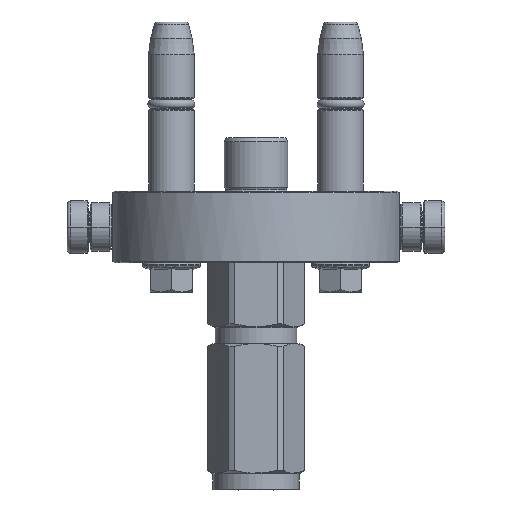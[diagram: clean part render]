
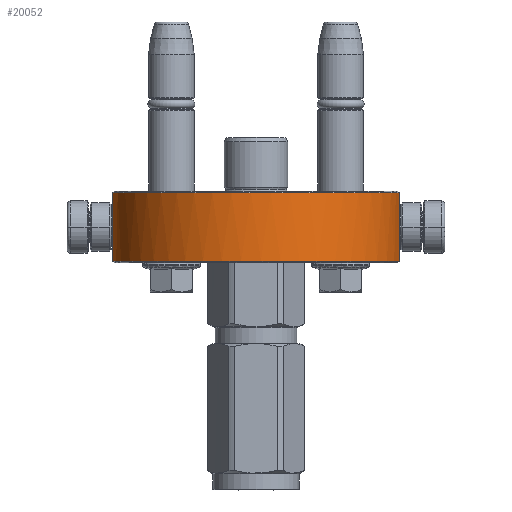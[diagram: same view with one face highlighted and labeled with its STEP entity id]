
A CAD part, left-side view. The second image highlights one B-rep face of the part: STEP entity #20052.
In plain terms, the highlighted cylindrical face has radius 44.75 mm (diameter 89.5 mm), a partial arc.
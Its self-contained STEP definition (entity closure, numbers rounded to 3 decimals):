
#381 = CARTESIAN_POINT ( 'NONE',  ( -20.399, -39.914, -0.5 ) ) ;
#1342 = CARTESIAN_POINT ( 'NONE',  ( -8.159, -44., -0.5 ) ) ;
#2434 = CARTESIAN_POINT ( 'NONE',  ( -26.98, 35.795, -21.5 ) ) ;
#3182 = CARTESIAN_POINT ( 'NONE',  ( -8.159, -44., -0.5 ) ) ;
#3400 = CARTESIAN_POINT ( 'NONE',  ( -44.75, -2.587, -21.5 ) ) ;
#3550 = CARTESIAN_POINT ( 'NONE',  ( -37.542, -24.492, -21.5 ) ) ;
#3551 = CARTESIAN_POINT ( 'NONE',  ( -40.114, 20.002, -0.5 ) ) ;
#3704 = CARTESIAN_POINT ( 'NONE',  ( -42.964, -12.78, -21.5 ) ) ;
#3877 = ORIENTED_EDGE ( 'NONE', *, *, #38001, .F. ) ;
#4038 = CARTESIAN_POINT ( 'NONE',  ( -8.159, -44., -0.5 ) ) ;
#4655 = CARTESIAN_POINT ( 'NONE',  ( -24.862, -37.298, -0.5 ) ) ;
#5259 = EDGE_CURVE ( 'NONE', #27791, #19398, #32810, .T. ) ;
#6777 = CARTESIAN_POINT ( 'NONE',  ( -24.862, 37.298, -21.5 ) ) ;
#6930 = CARTESIAN_POINT ( 'NONE',  ( -24.862, -37.298, -21.5 ) ) ;
#7088 = CARTESIAN_POINT ( 'NONE',  ( -26.98, 35.795, -0.5 ) ) ;
#7246 = CARTESIAN_POINT ( 'NONE',  ( -44.525, 5.174, -0.5 ) ) ;
#7732 = CARTESIAN_POINT ( 'NONE',  ( -26.98, -35.795, -0.5 ) ) ;
#8332 = CARTESIAN_POINT ( 'NONE',  ( -42.964, -12.78, -0.5 ) ) ;
#10582 = CARTESIAN_POINT ( 'NONE',  ( -36.061, -26.624, -21.5 ) ) ;
#10593 = CARTESIAN_POINT ( 'NONE',  ( -8.159, 44., -0.5 ) ) ;
#10896 = CARTESIAN_POINT ( 'NONE',  ( -18.053, 41.028, -0.5 ) ) ;
#11063 = CARTESIAN_POINT ( 'NONE',  ( -37.542, 24.492, -21.5 ) ) ;
#11682 = CARTESIAN_POINT ( 'NONE',  ( -43.632, -10.27, -0.5 ) ) ;
#11812 = CARTESIAN_POINT ( 'NONE',  ( -8.159, 44., -21.5 ) ) ;
#11834 = CARTESIAN_POINT ( 'NONE',  ( -30.926, -32.448, -0.5 ) ) ;
#13847 = VECTOR ( 'NONE', #40770, 1000. ) ;
#14251 = CARTESIAN_POINT ( 'NONE',  ( -41.205, -17.646, -21.5 ) ) ;
#14563 = CARTESIAN_POINT ( 'NONE',  ( -44.75, 2.587, -0.5 ) ) ;
#14715 = CARTESIAN_POINT ( 'NONE',  ( -40.114, -20.002, -21.5 ) ) ;
#14875 = CARTESIAN_POINT ( 'NONE',  ( -36.061, -26.624, -0.5 ) ) ;
#17122 = CYLINDRICAL_SURFACE ( 'NONE', #40256, 44.75 ) ;
#17557 = ORIENTED_EDGE ( 'NONE', *, *, #5259, .F. ) ;
#18067 = CARTESIAN_POINT ( 'NONE',  ( -20.399, -39.914, -21.5 ) ) ;
#18068 = CARTESIAN_POINT ( 'NONE',  ( -36.061, 26.624, -0.5 ) ) ;
#18388 = CARTESIAN_POINT ( 'NONE',  ( -26.98, -35.795, -21.5 ) ) ;
#18696 = CARTESIAN_POINT ( 'NONE',  ( -41.205, -17.646, -0.5 ) ) ;
#19156 = CARTESIAN_POINT ( 'NONE',  ( -10.702, -43.528, -0.5 ) ) ;
#19398 = VERTEX_POINT ( 'NONE', #11812 ) ;
#20052 = ADVANCED_FACE ( 'NONE', ( #34176 ), #17122, .T. ) ;
#21401 = CARTESIAN_POINT ( 'NONE',  ( -18.053, 41.028, -21.5 ) ) ;
#21722 = CARTESIAN_POINT ( 'NONE',  ( -42.964, 12.78, -21.5 ) ) ;
#21723 = CARTESIAN_POINT ( 'NONE',  ( -42.964, 12.78, -0.5 ) ) ;
#21890 = CARTESIAN_POINT ( 'NONE',  ( -30.926, -32.448, -21.5 ) ) ;
#22050 = CARTESIAN_POINT ( 'NONE',  ( -10.702, 43.528, -0.5 ) ) ;
#22151 = VECTOR ( 'NONE', #44833, 1000. ) ;
#22205 = CARTESIAN_POINT ( 'NONE',  ( -37.542, -24.492, -0.5 ) ) ;
#23098 = VERTEX_POINT ( 'NONE', #3182 ) ;
#23543 = LINE ( 'NONE', #26070, #13847 ) ;
#24268 = CARTESIAN_POINT ( 'NONE',  ( -36.061, 26.624, -21.5 ) ) ;
#24308 = EDGE_CURVE ( 'NONE', #45456, #19398, #23543, .T. ) ;
#24956 = LINE ( 'NONE', #1342, #22151 ) ;
#25062 = CARTESIAN_POINT ( 'NONE',  ( -10.702, 43.528, -21.5 ) ) ;
#25210 = CARTESIAN_POINT ( 'NONE',  ( -8.159, -44., -21.5 ) ) ;
#25211 = CARTESIAN_POINT ( 'NONE',  ( -24.862, 37.298, -0.5 ) ) ;
#25368 = CARTESIAN_POINT ( 'NONE',  ( -10.702, -43.528, -21.5 ) ) ;
#25369 = CARTESIAN_POINT ( 'NONE',  ( -30.926, 32.448, -0.5 ) ) ;
#25530 = CARTESIAN_POINT ( 'NONE',  ( -43.632, -10.27, -21.5 ) ) ;
#25841 = CARTESIAN_POINT ( 'NONE',  ( -13.205, -42.836, -0.5 ) ) ;
#26070 = CARTESIAN_POINT ( 'NONE',  ( -8.159, 44., -0.5 ) ) ;
#26291 = CARTESIAN_POINT ( 'NONE',  ( -40.114, -20.002, -0.5 ) ) ;
#27219 = EDGE_LOOP ( 'NONE', ( #27832, #17557, #3877, #36504 ) ) ;
#27613 = DIRECTION ( 'NONE',  ( 0., 0., -1. ) ) ;
#27791 = VERTEX_POINT ( 'NONE', #46741 ) ;
#27832 = ORIENTED_EDGE ( 'NONE', *, *, #24308, .T. ) ;
#28679 = CARTESIAN_POINT ( 'NONE',  ( -13.205, -42.836, -21.5 ) ) ;
#28687 = B_SPLINE_CURVE_WITH_KNOTS ( 'NONE', 3,
 ( #28844, #22050, #32665, #10896, #47041, #25211, #7088, #25369, #32504, #18068, #36188, #3551, #39899, #21723, #47202, #7246, #14563, #33463, #44631, #11682, #8332, #18696, #26291, #22205, #14875, #44476, #11834, #7732, #4655, #381, #30101, #25841, #19156, #4038 ),
 .UNSPECIFIED., .F., .F.,
 ( 4, 2, 2, 2, 2, 2, 2, 2, 2, 2, 2, 2, 2, 2, 2, 2, 4 ),
 ( 0., 0.063, 0.125, 0.188, 0.25, 0.313, 0.375, 0.438, 0.5, 0.563, 0.625, 0.688, 0.75, 0.813, 0.875, 0.938, 1. ),
 .UNSPECIFIED. ) ;
#28843 = CARTESIAN_POINT ( 'NONE',  ( -18.053, -41.028, -21.5 ) ) ;
#28844 = CARTESIAN_POINT ( 'NONE',  ( -8.159, 44., -0.5 ) ) ;
#29005 = CARTESIAN_POINT ( 'NONE',  ( -41.205, 17.646, -21.5 ) ) ;
#29159 = CARTESIAN_POINT ( 'NONE',  ( -40.114, 20.002, -21.5 ) ) ;
#30101 = CARTESIAN_POINT ( 'NONE',  ( -18.053, -41.028, -0.5 ) ) ;
#31135 = CARTESIAN_POINT ( 'NONE',  ( 0., 0., 0. ) ) ;
#32503 = CARTESIAN_POINT ( 'NONE',  ( -44.525, 5.174, -21.5 ) ) ;
#32504 = CARTESIAN_POINT ( 'NONE',  ( -32.753, 30.603, -0.5 ) ) ;
#32665 = CARTESIAN_POINT ( 'NONE',  ( -13.205, 42.836, -0.5 ) ) ;
#32810 = B_SPLINE_CURVE_WITH_KNOTS ( 'NONE', 3,
 ( #25210, #25368, #28679, #28843, #18067, #6930, #18388, #21890, #39575, #10582, #3550, #14715, #14251, #3704, #25530, #39898, #3400, #39729, #32503, #43682, #21722, #29005, #29159, #11063, #24268, #36509, #40216, #2434, #6777, #43223, #21401, #46885, #25062, #40686 ),
 .UNSPECIFIED., .F., .F.,
 ( 4, 2, 2, 2, 2, 2, 2, 2, 2, 2, 2, 2, 2, 2, 2, 2, 4 ),
 ( 0., 0.062, 0.125, 0.187, 0.25, 0.312, 0.375, 0.437, 0.5, 0.562, 0.625, 0.687, 0.75, 0.812, 0.875, 0.937, 1. ),
 .UNSPECIFIED. ) ;
#33463 = CARTESIAN_POINT ( 'NONE',  ( -44.75, -2.587, -0.5 ) ) ;
#34176 = FACE_OUTER_BOUND ( 'NONE', #27219, .T. ) ;
#36188 = CARTESIAN_POINT ( 'NONE',  ( -37.542, 24.492, -0.5 ) ) ;
#36504 = ORIENTED_EDGE ( 'NONE', *, *, #43538, .F. ) ;
#36509 = CARTESIAN_POINT ( 'NONE',  ( -32.753, 30.603, -21.5 ) ) ;
#38001 = EDGE_CURVE ( 'NONE', #23098, #27791, #24956, .T. ) ;
#39575 = CARTESIAN_POINT ( 'NONE',  ( -32.753, -30.603, -21.5 ) ) ;
#39729 = CARTESIAN_POINT ( 'NONE',  ( -44.75, 2.587, -21.5 ) ) ;
#39898 = CARTESIAN_POINT ( 'NONE',  ( -44.525, -5.174, -21.5 ) ) ;
#39899 = CARTESIAN_POINT ( 'NONE',  ( -41.205, 17.646, -0.5 ) ) ;
#40216 = CARTESIAN_POINT ( 'NONE',  ( -30.926, 32.448, -21.5 ) ) ;
#40256 = AXIS2_PLACEMENT_3D ( 'NONE', #31135, #27613, #46131 ) ;
#40686 = CARTESIAN_POINT ( 'NONE',  ( -8.159, 44., -21.5 ) ) ;
#40770 = DIRECTION ( 'NONE',  ( 0., 0., -1. ) ) ;
#43223 = CARTESIAN_POINT ( 'NONE',  ( -20.399, 39.914, -21.5 ) ) ;
#43538 = EDGE_CURVE ( 'NONE', #45456, #23098, #28687, .T. ) ;
#43682 = CARTESIAN_POINT ( 'NONE',  ( -43.632, 10.27, -21.5 ) ) ;
#44476 = CARTESIAN_POINT ( 'NONE',  ( -32.753, -30.603, -0.5 ) ) ;
#44631 = CARTESIAN_POINT ( 'NONE',  ( -44.525, -5.174, -0.5 ) ) ;
#44833 = DIRECTION ( 'NONE',  ( 0., 0., -1. ) ) ;
#45456 = VERTEX_POINT ( 'NONE', #10593 ) ;
#46131 = DIRECTION ( 'NONE',  ( 1., 0., 0. ) ) ;
#46741 = CARTESIAN_POINT ( 'NONE',  ( -8.159, -44., -21.5 ) ) ;
#46885 = CARTESIAN_POINT ( 'NONE',  ( -13.205, 42.836, -21.5 ) ) ;
#47041 = CARTESIAN_POINT ( 'NONE',  ( -20.399, 39.914, -0.5 ) ) ;
#47202 = CARTESIAN_POINT ( 'NONE',  ( -43.632, 10.27, -0.5 ) ) ;
